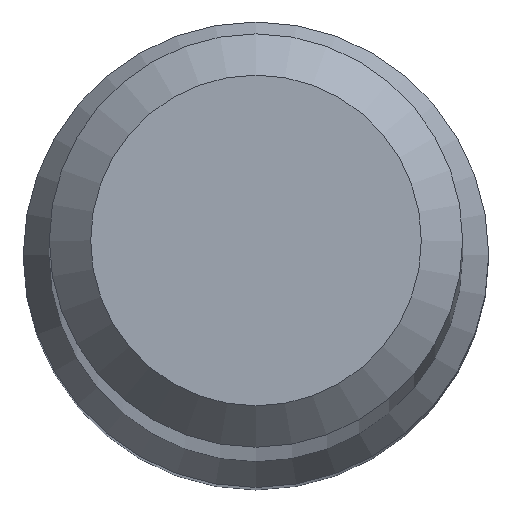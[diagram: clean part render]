
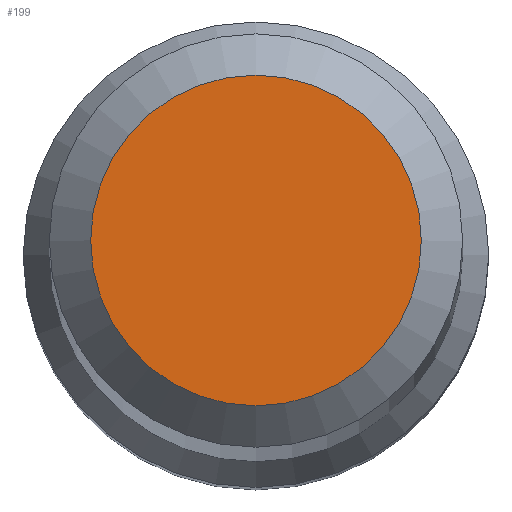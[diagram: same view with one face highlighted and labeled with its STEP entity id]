
A CAD part, top view. The second image highlights one B-rep face of the part: STEP entity #199.
In plain terms, the highlighted planar face has unit normal (0, 0, 1).
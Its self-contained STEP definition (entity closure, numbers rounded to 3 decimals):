
#18 = CARTESIAN_POINT ( 'NONE',  ( 0., 0., 70. ) ) ;
#34 = EDGE_LOOP ( 'NONE', ( #221 ) ) ;
#39 = PLANE ( 'NONE',  #177 ) ;
#57 = CARTESIAN_POINT ( 'NONE',  ( 0., 1.2, 70. ) ) ;
#76 = DIRECTION ( 'NONE',  ( 0., -1., 0. ) ) ;
#77 = DIRECTION ( 'NONE',  ( 0., 0., -1. ) ) ;
#94 = DIRECTION ( 'NONE',  ( 0., 0., 1. ) ) ;
#98 = DIRECTION ( 'NONE',  ( 0., 1., 0. ) ) ;
#134 = EDGE_CURVE ( 'NONE', #227, #227, #154, .T. ) ;
#147 = CARTESIAN_POINT ( 'NONE',  ( 0., 0., 70. ) ) ;
#154 = CIRCLE ( 'NONE', #165, 1.2 ) ;
#165 = AXIS2_PLACEMENT_3D ( 'NONE', #147, #77, #98 ) ;
#177 = AXIS2_PLACEMENT_3D ( 'NONE', #18, #94, #76 ) ;
#199 = ADVANCED_FACE ( 'NONE', ( #223 ), #39, .T. ) ;
#221 = ORIENTED_EDGE ( 'NONE', *, *, #134, .F. ) ;
#223 = FACE_OUTER_BOUND ( 'NONE', #34, .T. ) ;
#227 = VERTEX_POINT ( 'NONE', #57 ) ;
